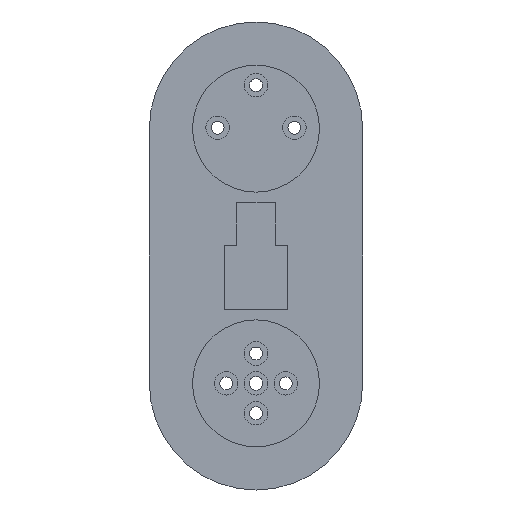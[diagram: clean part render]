
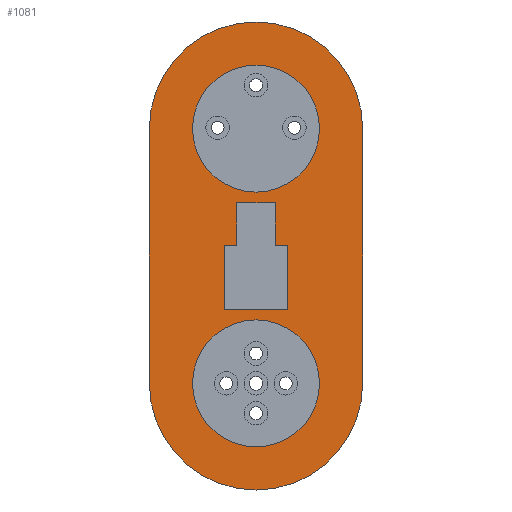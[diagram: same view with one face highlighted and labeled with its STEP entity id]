
A CAD part, left-side view. The second image highlights one B-rep face of the part: STEP entity #1081.
In plain terms, the highlighted planar face has unit normal (-1, 0, 0).
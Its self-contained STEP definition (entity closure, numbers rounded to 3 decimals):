
#82=LINE('',#1759,#166);
#89=LINE('',#1776,#173);
#95=LINE('',#1786,#179);
#100=LINE('',#1797,#184);
#105=LINE('',#1806,#189);
#107=LINE('',#1810,#191);
#108=LINE('',#1812,#192);
#109=LINE('',#1814,#193);
#117=LINE('',#1845,#201);
#118=LINE('',#1848,#202);
#166=VECTOR('',#1422,10.);
#173=VECTOR('',#1437,10.);
#179=VECTOR('',#1447,10.);
#184=VECTOR('',#1456,10.);
#189=VECTOR('',#1465,10.);
#191=VECTOR('',#1469,10.);
#192=VECTOR('',#1472,10.);
#193=VECTOR('',#1475,10.);
#201=VECTOR('',#1513,10.);
#202=VECTOR('',#1516,10.);
#245=FACE_BOUND('',#389,.T.);
#246=FACE_BOUND('',#390,.T.);
#247=FACE_BOUND('',#391,.T.);
#299=FACE_OUTER_BOUND('',#388,.T.);
#388=EDGE_LOOP('',(#902,#903,#904,#905));
#389=EDGE_LOOP('',(#906,#907,#908,#909,#910,#911,#912,#913));
#390=EDGE_LOOP('',(#914));
#391=EDGE_LOOP('',(#915));
#462=CIRCLE('',#1218,14.875);
#464=CIRCLE('',#1222,25.);
#465=CIRCLE('',#1223,25.);
#466=CIRCLE('',#1224,14.875);
#535=VERTEX_POINT('',#1756);
#536=VERTEX_POINT('',#1758);
#540=VERTEX_POINT('',#1772);
#542=VERTEX_POINT('',#1775);
#546=VERTEX_POINT('',#1791);
#548=VERTEX_POINT('',#1795);
#550=VERTEX_POINT('',#1804);
#551=VERTEX_POINT('',#1808);
#555=VERTEX_POINT('',#1834);
#557=VERTEX_POINT('',#1841);
#558=VERTEX_POINT('',#1842);
#559=VERTEX_POINT('',#1844);
#560=VERTEX_POINT('',#1846);
#561=VERTEX_POINT('',#1849);
#640=EDGE_CURVE('',#536,#535,#82,.T.);
#648=EDGE_CURVE('',#540,#542,#89,.T.);
#654=EDGE_CURVE('',#542,#535,#95,.T.);
#659=EDGE_CURVE('',#546,#548,#100,.T.);
#664=EDGE_CURVE('',#550,#548,#105,.T.);
#666=EDGE_CURVE('',#550,#551,#107,.T.);
#667=EDGE_CURVE('',#540,#546,#108,.T.);
#668=EDGE_CURVE('',#551,#536,#109,.T.);
#678=EDGE_CURVE('',#555,#555,#462,.T.);
#681=EDGE_CURVE('',#557,#558,#464,.T.);
#682=EDGE_CURVE('',#559,#557,#117,.T.);
#683=EDGE_CURVE('',#560,#559,#465,.T.);
#684=EDGE_CURVE('',#558,#560,#118,.T.);
#685=EDGE_CURVE('',#561,#561,#466,.T.);
#902=ORIENTED_EDGE('',*,*,#681,.F.);
#903=ORIENTED_EDGE('',*,*,#682,.F.);
#904=ORIENTED_EDGE('',*,*,#683,.F.);
#905=ORIENTED_EDGE('',*,*,#684,.F.);
#906=ORIENTED_EDGE('',*,*,#667,.T.);
#907=ORIENTED_EDGE('',*,*,#659,.T.);
#908=ORIENTED_EDGE('',*,*,#664,.F.);
#909=ORIENTED_EDGE('',*,*,#666,.T.);
#910=ORIENTED_EDGE('',*,*,#668,.T.);
#911=ORIENTED_EDGE('',*,*,#640,.T.);
#912=ORIENTED_EDGE('',*,*,#654,.F.);
#913=ORIENTED_EDGE('',*,*,#648,.F.);
#914=ORIENTED_EDGE('',*,*,#685,.F.);
#915=ORIENTED_EDGE('',*,*,#678,.T.);
#1031=PLANE('',#1221);
#1081=ADVANCED_FACE('',(#299,#245,#246,#247),#1031,.F.);
#1218=AXIS2_PLACEMENT_3D('',#1835,#1502,#1503);
#1221=AXIS2_PLACEMENT_3D('',#1840,#1509,#1510);
#1222=AXIS2_PLACEMENT_3D('',#1843,#1511,#1512);
#1223=AXIS2_PLACEMENT_3D('',#1847,#1514,#1515);
#1224=AXIS2_PLACEMENT_3D('',#1850,#1517,#1518);
#1422=DIRECTION('',(0.,0.,1.));
#1437=DIRECTION('',(0.,0.,-1.));
#1447=DIRECTION('',(0.,1.,0.));
#1456=DIRECTION('',(0.,0.,-1.));
#1465=DIRECTION('',(0.,1.,0.));
#1469=DIRECTION('',(0.,0.,-1.));
#1472=DIRECTION('',(0.,-1.,0.));
#1475=DIRECTION('',(0.,1.,0.));
#1502=DIRECTION('center_axis',(1.,0.,0.));
#1503=DIRECTION('ref_axis',(0.,-1.,0.));
#1509=DIRECTION('center_axis',(1.,0.,0.));
#1510=DIRECTION('ref_axis',(0.,1.,0.));
#1511=DIRECTION('center_axis',(1.,0.,0.));
#1512=DIRECTION('ref_axis',(0.,1.,0.));
#1513=DIRECTION('',(0.,0.,1.));
#1514=DIRECTION('center_axis',(1.,0.,0.));
#1515=DIRECTION('ref_axis',(0.,1.,0.));
#1516=DIRECTION('',(0.,0.,-1.));
#1517=DIRECTION('center_axis',(-1.,0.,0.));
#1518=DIRECTION('ref_axis',(0.,1.,0.));
#1756=CARTESIAN_POINT('',(-45.7,7.5,-42.556));
#1758=CARTESIAN_POINT('',(-45.7,7.5,-57.556));
#1759=CARTESIAN_POINT('',(-45.7,7.5,-66.234));
#1772=CARTESIAN_POINT('',(-45.7,4.5,-32.556));
#1775=CARTESIAN_POINT('',(-45.7,4.5,-42.556));
#1776=CARTESIAN_POINT('',(-45.7,4.5,-32.556));
#1786=CARTESIAN_POINT('',(-45.7,7.5,-42.556));
#1791=CARTESIAN_POINT('',(-45.7,-4.5,-32.556));
#1795=CARTESIAN_POINT('',(-45.7,-4.5,-42.556));
#1797=CARTESIAN_POINT('',(-45.7,-4.5,-32.556));
#1804=CARTESIAN_POINT('',(-45.7,-7.5,-42.556));
#1806=CARTESIAN_POINT('',(-45.7,-7.5,-42.556));
#1808=CARTESIAN_POINT('',(-45.7,-7.5,-57.556));
#1810=CARTESIAN_POINT('',(-45.7,-7.5,-53.734));
#1812=CARTESIAN_POINT('',(-45.7,3.75,-32.556));
#1814=CARTESIAN_POINT('',(-45.7,-3.75,-57.556));
#1834=CARTESIAN_POINT('',(-45.7,14.875,-15.2));
#1835=CARTESIAN_POINT('Origin',(-45.7,0.,
-15.2));
#1840=CARTESIAN_POINT('Origin',(-45.7,0.,
-74.912));
#1841=CARTESIAN_POINT('',(-45.7,25.,-15.2));
#1842=CARTESIAN_POINT('',(-45.7,-25.,-15.2));
#1843=CARTESIAN_POINT('Origin',(-45.7,0.,
-15.2));
#1844=CARTESIAN_POINT('',(-45.7,25.,-74.912));
#1845=CARTESIAN_POINT('',(-45.7,25.,-74.912));
#1846=CARTESIAN_POINT('',(-45.7,-25.,-74.912));
#1847=CARTESIAN_POINT('Origin',(-45.7,0.,
-74.912));
#1848=CARTESIAN_POINT('',(-45.7,-25.,-37.456));
#1849=CARTESIAN_POINT('',(-45.7,-14.875,-74.912));
#1850=CARTESIAN_POINT('Origin',(-45.7,0.,
-74.912));
